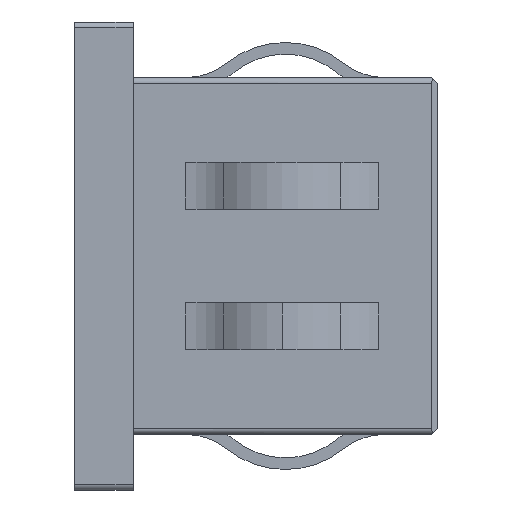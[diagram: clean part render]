
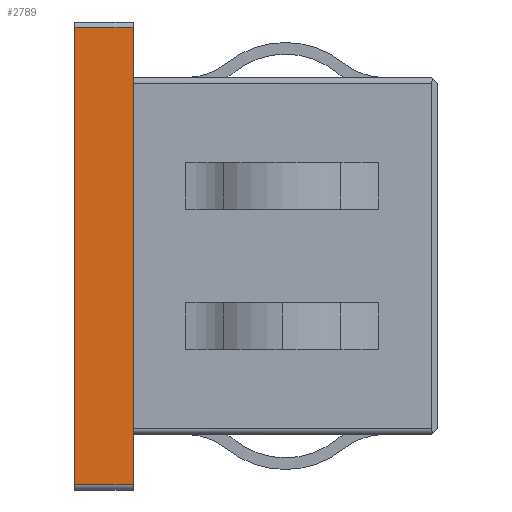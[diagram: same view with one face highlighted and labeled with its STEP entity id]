
A CAD part, left-side view. The second image highlights one B-rep face of the part: STEP entity #2789.
In plain terms, the highlighted planar face has unit normal (-1, 0, 0).
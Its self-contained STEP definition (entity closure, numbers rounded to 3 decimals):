
#38 = LINE ( 'NONE', #16694, #2755 ) ;
#1088 = DIRECTION ( 'NONE',  ( 0., 0., 1. ) ) ;
#2755 = VECTOR ( 'NONE', #1088, 1000. ) ;
#2789 = ADVANCED_FACE ( 'NONE', ( #5770 ), #14166, .F. ) ;
#3033 = DIRECTION ( 'NONE',  ( 0., 0., 1. ) ) ;
#3972 = CARTESIAN_POINT ( 'NONE',  ( -30., 5., -19.5 ) ) ;
#4046 = LINE ( 'NONE', #17418, #15975 ) ;
#5195 = VECTOR ( 'NONE', #6830, 1000. ) ;
#5419 = DIRECTION ( 'NONE',  ( 0., 0., -1. ) ) ;
#5770 = FACE_OUTER_BOUND ( 'NONE', #12005, .T. ) ;
#6029 = LINE ( 'NONE', #16290, #13230 ) ;
#6747 = EDGE_CURVE ( 'NONE', #16185, #10267, #13072, .T. ) ;
#6830 = DIRECTION ( 'NONE',  ( 0., -1., 0. ) ) ;
#7658 = CARTESIAN_POINT ( 'NONE',  ( -30., 0., 19.5 ) ) ;
#7993 = CARTESIAN_POINT ( 'NONE',  ( -30., 5., 19.5 ) ) ;
#8234 = ORIENTED_EDGE ( 'NONE', *, *, #15505, .T. ) ;
#9874 = DIRECTION ( 'NONE',  ( 1., 0., 0. ) ) ;
#10267 = VERTEX_POINT ( 'NONE', #18076 ) ;
#10540 = EDGE_CURVE ( 'NONE', #16185, #14272, #38, .T. ) ;
#11050 = ORIENTED_EDGE ( 'NONE', *, *, #18149, .T. ) ;
#12005 = EDGE_LOOP ( 'NONE', ( #15309, #17523, #11050, #8234 ) ) ;
#13072 = LINE ( 'NONE', #3972, #5195 ) ;
#13230 = VECTOR ( 'NONE', #14936, 1000. ) ;
#13598 = VERTEX_POINT ( 'NONE', #7658 ) ;
#14166 = PLANE ( 'NONE',  #14567 ) ;
#14272 = VERTEX_POINT ( 'NONE', #7993 ) ;
#14567 = AXIS2_PLACEMENT_3D ( 'NONE', #15661, #9874, #5419 ) ;
#14936 = DIRECTION ( 'NONE',  ( 0., 1., 0. ) ) ;
#15309 = ORIENTED_EDGE ( 'NONE', *, *, #10540, .F. ) ;
#15505 = EDGE_CURVE ( 'NONE', #13598, #14272, #6029, .T. ) ;
#15661 = CARTESIAN_POINT ( 'NONE',  ( -30., 5., -20. ) ) ;
#15975 = VECTOR ( 'NONE', #3033, 1000. ) ;
#16185 = VERTEX_POINT ( 'NONE', #16420 ) ;
#16290 = CARTESIAN_POINT ( 'NONE',  ( -30., 5., 19.5 ) ) ;
#16420 = CARTESIAN_POINT ( 'NONE',  ( -30., 5., -19.5 ) ) ;
#16694 = CARTESIAN_POINT ( 'NONE',  ( -30., 5., -20. ) ) ;
#17418 = CARTESIAN_POINT ( 'NONE',  ( -30., 0., -20. ) ) ;
#17523 = ORIENTED_EDGE ( 'NONE', *, *, #6747, .T. ) ;
#18076 = CARTESIAN_POINT ( 'NONE',  ( -30., 0., -19.5 ) ) ;
#18149 = EDGE_CURVE ( 'NONE', #10267, #13598, #4046, .T. ) ;
